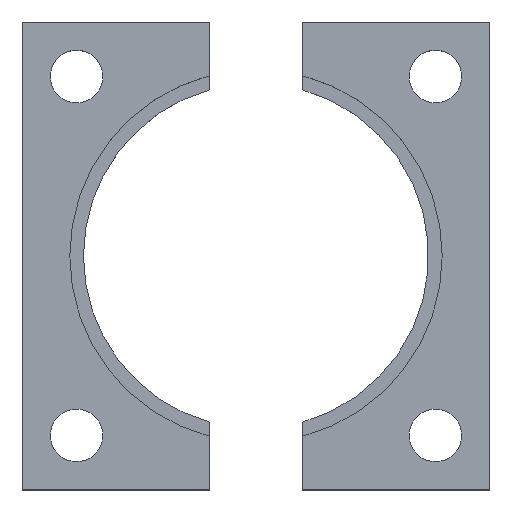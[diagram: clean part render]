
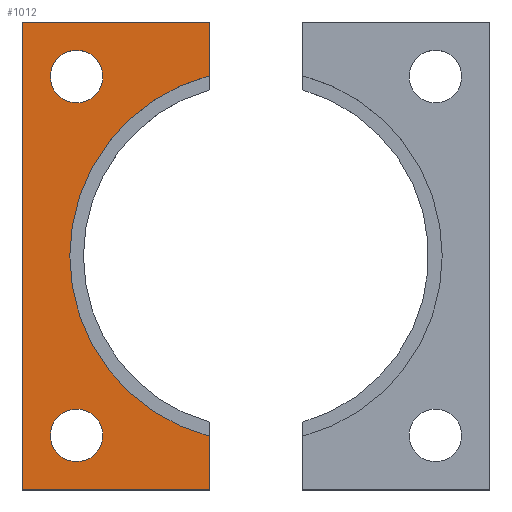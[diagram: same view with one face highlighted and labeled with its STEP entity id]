
A CAD part, top view. The second image highlights one B-rep face of the part: STEP entity #1012.
In plain terms, the highlighted planar face has unit normal (0, 0, 1).
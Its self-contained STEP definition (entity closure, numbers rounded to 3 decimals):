
#12 = ORIENTED_EDGE ( 'NONE', *, *, #876, .F. ) ;
#15 = DIRECTION ( 'NONE',  ( 1., 0., 0. ) ) ;
#28 = CIRCLE ( 'NONE', #34, 6.75 ) ;
#30 = AXIS2_PLACEMENT_3D ( 'NONE', #670, #179, #747 ) ;
#34 = AXIS2_PLACEMENT_3D ( 'NONE', #146, #919, #708 ) ;
#62 = ORIENTED_EDGE ( 'NONE', *, *, #569, .T. ) ;
#63 = DIRECTION ( 'NONE',  ( 0., 1., 0. ) ) ;
#64 = CARTESIAN_POINT ( 'NONE',  ( -60., -60., 12. ) ) ;
#66 = VECTOR ( 'NONE', #63, 1000. ) ;
#81 = AXIS2_PLACEMENT_3D ( 'NONE', #549, #853, #794 ) ;
#82 = DIRECTION ( 'NONE',  ( 0., 0., 1. ) ) ;
#83 = CIRCLE ( 'NONE', #1003, 6.75 ) ;
#87 = DIRECTION ( 'NONE',  ( 0., -1., 0. ) ) ;
#103 = CARTESIAN_POINT ( 'NONE',  ( -46., -46., 12. ) ) ;
#107 = LINE ( 'NONE', #886, #748 ) ;
#146 = CARTESIAN_POINT ( 'NONE',  ( -46., 46., 12. ) ) ;
#151 = AXIS2_PLACEMENT_3D ( 'NONE', #476, #1015, #556 ) ;
#162 = AXIS2_PLACEMENT_3D ( 'NONE', #955, #82, #796 ) ;
#179 = DIRECTION ( 'NONE',  ( 0., 0., 1. ) ) ;
#185 = DIRECTION ( 'NONE',  ( 1., 0., 0. ) ) ;
#192 = EDGE_LOOP ( 'NONE', ( #755, #62, #393, #847, #208, #938 ) ) ;
#208 = ORIENTED_EDGE ( 'NONE', *, *, #566, .T. ) ;
#228 = VECTOR ( 'NONE', #949, 1000. ) ;
#256 = CARTESIAN_POINT ( 'NONE',  ( -12., 60., 12. ) ) ;
#264 = DIRECTION ( 'NONE',  ( 0., 1., 0. ) ) ;
#319 = LINE ( 'NONE', #64, #455 ) ;
#335 = CARTESIAN_POINT ( 'NONE',  ( -12., 46.218, 12. ) ) ;
#341 = EDGE_LOOP ( 'NONE', ( #749, #521 ) ) ;
#360 = VERTEX_POINT ( 'NONE', #839 ) ;
#393 = ORIENTED_EDGE ( 'NONE', *, *, #453, .T. ) ;
#410 = ORIENTED_EDGE ( 'NONE', *, *, #1018, .F. ) ;
#440 = VERTEX_POINT ( 'NONE', #735 ) ;
#453 = EDGE_CURVE ( 'NONE', #978, #649, #856, .T. ) ;
#455 = VECTOR ( 'NONE', #87, 1000. ) ;
#471 = CIRCLE ( 'NONE', #151, 6.75 ) ;
#476 = CARTESIAN_POINT ( 'NONE',  ( -46., -46., 12. ) ) ;
#486 = EDGE_CURVE ( 'NONE', #942, #552, #608, .T. ) ;
#513 = FACE_BOUND ( 'NONE', #908, .T. ) ;
#521 = ORIENTED_EDGE ( 'NONE', *, *, #601, .F. ) ;
#524 = LINE ( 'NONE', #779, #66 ) ;
#535 = CARTESIAN_POINT ( 'NONE',  ( -60., 60., 12. ) ) ;
#549 = CARTESIAN_POINT ( 'NONE',  ( -46., 46., 12. ) ) ;
#552 = VERTEX_POINT ( 'NONE', #724 ) ;
#556 = DIRECTION ( 'NONE',  ( 1., 0., 0. ) ) ;
#566 = EDGE_CURVE ( 'NONE', #837, #617, #107, .T. ) ;
#569 = EDGE_CURVE ( 'NONE', #942, #978, #967, .T. ) ;
#601 = EDGE_CURVE ( 'NONE', #440, #360, #894, .T. ) ;
#608 = CIRCLE ( 'NONE', #162, 47.75 ) ;
#617 = VERTEX_POINT ( 'NONE', #935 ) ;
#632 = EDGE_CURVE ( 'NONE', #649, #837, #319, .T. ) ;
#649 = VERTEX_POINT ( 'NONE', #535 ) ;
#657 = EDGE_CURVE ( 'NONE', #360, #440, #28, .T. ) ;
#663 = CARTESIAN_POINT ( 'NONE',  ( -52.75, -46., 12. ) ) ;
#670 = CARTESIAN_POINT ( 'NONE',  ( 0., 0., 12. ) ) ;
#674 = DIRECTION ( 'NONE',  ( 0., 0., 1. ) ) ;
#708 = DIRECTION ( 'NONE',  ( 1., 0., 0. ) ) ;
#724 = CARTESIAN_POINT ( 'NONE',  ( -12., -46.218, 12. ) ) ;
#726 = VECTOR ( 'NONE', #264, 1000. ) ;
#734 = FACE_BOUND ( 'NONE', #341, .T. ) ;
#735 = CARTESIAN_POINT ( 'NONE',  ( -39.25, 46., 12. ) ) ;
#743 = CARTESIAN_POINT ( 'NONE',  ( -12., 60., 12. ) ) ;
#747 = DIRECTION ( 'NONE',  ( 1., 0., 0. ) ) ;
#748 = VECTOR ( 'NONE', #15, 1000. ) ;
#749 = ORIENTED_EDGE ( 'NONE', *, *, #657, .F. ) ;
#755 = ORIENTED_EDGE ( 'NONE', *, *, #486, .F. ) ;
#779 = CARTESIAN_POINT ( 'NONE',  ( -12., -60., 12. ) ) ;
#794 = DIRECTION ( 'NONE',  ( 1., 0., 0. ) ) ;
#796 = DIRECTION ( 'NONE',  ( 1., 0., 0. ) ) ;
#802 = CARTESIAN_POINT ( 'NONE',  ( -39.25, -46., 12. ) ) ;
#807 = CARTESIAN_POINT ( 'NONE',  ( -60., -60., 12. ) ) ;
#810 = CARTESIAN_POINT ( 'NONE',  ( -12., 42.592, 12. ) ) ;
#837 = VERTEX_POINT ( 'NONE', #807 ) ;
#839 = CARTESIAN_POINT ( 'NONE',  ( -52.75, 46., 12. ) ) ;
#847 = ORIENTED_EDGE ( 'NONE', *, *, #632, .T. ) ;
#850 = EDGE_CURVE ( 'NONE', #617, #552, #524, .T. ) ;
#853 = DIRECTION ( 'NONE',  ( 0., 0., 1. ) ) ;
#856 = LINE ( 'NONE', #743, #228 ) ;
#876 = EDGE_CURVE ( 'NONE', #941, #986, #471, .T. ) ;
#886 = CARTESIAN_POINT ( 'NONE',  ( -12., -60., 12. ) ) ;
#887 = PLANE ( 'NONE',  #30 ) ;
#894 = CIRCLE ( 'NONE', #81, 6.75 ) ;
#908 = EDGE_LOOP ( 'NONE', ( #410, #12 ) ) ;
#918 = FACE_OUTER_BOUND ( 'NONE', #192, .T. ) ;
#919 = DIRECTION ( 'NONE',  ( 0., 0., 1. ) ) ;
#935 = CARTESIAN_POINT ( 'NONE',  ( -12., -60., 12. ) ) ;
#938 = ORIENTED_EDGE ( 'NONE', *, *, #850, .T. ) ;
#941 = VERTEX_POINT ( 'NONE', #802 ) ;
#942 = VERTEX_POINT ( 'NONE', #335 ) ;
#949 = DIRECTION ( 'NONE',  ( -1., 0., 0. ) ) ;
#955 = CARTESIAN_POINT ( 'NONE',  ( 0., 0., 12. ) ) ;
#967 = LINE ( 'NONE', #810, #726 ) ;
#978 = VERTEX_POINT ( 'NONE', #256 ) ;
#986 = VERTEX_POINT ( 'NONE', #663 ) ;
#1003 = AXIS2_PLACEMENT_3D ( 'NONE', #103, #674, #185 ) ;
#1012 = ADVANCED_FACE ( 'NONE', ( #918, #734, #513 ), #887, .T. ) ;
#1015 = DIRECTION ( 'NONE',  ( 0., 0., 1. ) ) ;
#1018 = EDGE_CURVE ( 'NONE', #986, #941, #83, .T. ) ;
